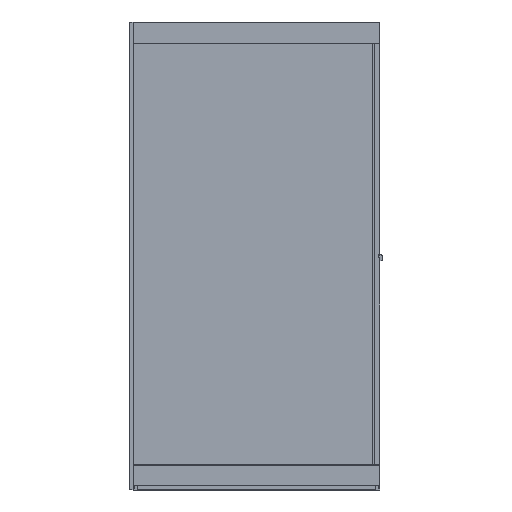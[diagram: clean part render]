
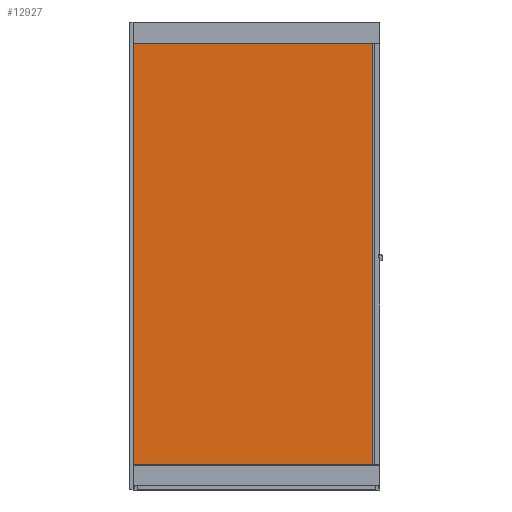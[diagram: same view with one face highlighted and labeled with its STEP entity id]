
A CAD part, left-side view. The second image highlights one B-rep face of the part: STEP entity #12927.
In plain terms, the highlighted planar face has unit normal (-1, 0, 0).
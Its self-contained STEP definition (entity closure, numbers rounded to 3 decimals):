
#12354=CARTESIAN_POINT('',(-39.914,55.193,100.0));
#12355=VERTEX_POINT('',#12354);
#12362=CARTESIAN_POINT('',(-39.914,1190.171,100.0));
#12363=VERTEX_POINT('',#12362);
#12364=CARTESIAN_POINT('',(-39.914,1190.171,100.0));
#12365=DIRECTION('',(0.0,-1.0,0.0));
#12366=VECTOR('',#12365,1134.978);
#12367=LINE('',#12364,#12366);
#12368=EDGE_CURVE('',#12363,#12355,#12367,.T.);
#12765=CARTESIAN_POINT('',(-39.914,55.193,2100.0));
#12766=VERTEX_POINT('',#12765);
#12767=CARTESIAN_POINT('',(-39.914,55.193,100.0));
#12768=DIRECTION('',(0.0,0.0,1.0));
#12769=VECTOR('',#12768,2000.0);
#12770=LINE('',#12767,#12769);
#12771=EDGE_CURVE('',#12355,#12766,#12770,.T.);
#12904=CARTESIAN_POINT('',(-39.914,20.171,100.0));
#12905=DIRECTION('',(-1.0,0.0,0.0));
#12906=DIRECTION('',(0.0,0.0,1.0));
#12907=AXIS2_PLACEMENT_3D('',#12904,#12905,#12906);
#12908=PLANE('',#12907);
#12909=ORIENTED_EDGE('',*,*,#12771,.T.);
#12910=CARTESIAN_POINT('',(-39.914,1190.171,2100.0));
#12911=VERTEX_POINT('',#12910);
#12912=CARTESIAN_POINT('',(-39.914,55.193,2100.0));
#12913=DIRECTION('',(0.0,1.0,0.0));
#12914=VECTOR('',#12913,1134.978);
#12915=LINE('',#12912,#12914);
#12916=EDGE_CURVE('',#12766,#12911,#12915,.T.);
#12917=ORIENTED_EDGE('',*,*,#12916,.T.);
#12918=CARTESIAN_POINT('',(-39.914,1190.171,100.0));
#12919=DIRECTION('',(0.0,0.0,1.0));
#12920=VECTOR('',#12919,2000.0);
#12921=LINE('',#12918,#12920);
#12922=EDGE_CURVE('',#12363,#12911,#12921,.T.);
#12923=ORIENTED_EDGE('',*,*,#12922,.F.);
#12924=ORIENTED_EDGE('',*,*,#12368,.T.);
#12925=EDGE_LOOP('',(#12909,#12917,#12923,#12924));
#12926=FACE_OUTER_BOUND('',#12925,.T.);
#12927=ADVANCED_FACE('',(#12926),#12908,.T.);
